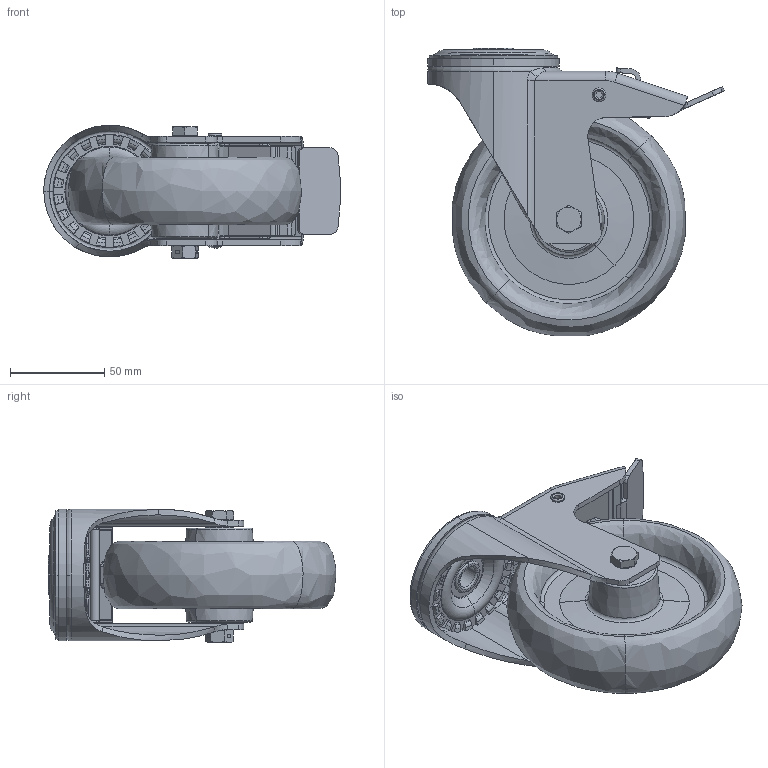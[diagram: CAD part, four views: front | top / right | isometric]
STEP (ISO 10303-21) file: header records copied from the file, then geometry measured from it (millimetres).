
FILE_DESCRIPTION (( 'STEP AP214' ), '1' );
FILE_NAME ('0056055.step', '2023-07-31T07:16:04', ( '' ), ( '' ), 'SwSTEP 2.0', 'SolidWorks 2020', '' );
FILE_SCHEMA (( 'AUTOMOTIVE_DESIGN' ));
Length unit declared in the file: millimetre
Products named in the file (1): 0056055
Bounding box: 157.58 x 152.82 x 71 mm (x, y, z)
Volume: 344851 mm3; surface area: 135690.1 mm2
Topology: 10 solids, 12 shells, 1124 faces, 2808 edges, 1742 vertices
Faces by surface type: plane 450, cylinder 234, torus 195, cone 144, bspline 85, sphere 16
Entity records: 55323 total; most frequent: CARTESIAN_POINT 17034, ORIENTED_EDGE 5616, DIRECTION 5053, EDGE_CURVE 2808, AXIS2_PLACEMENT_3D 1931, VERTEX_POINT 1742, EDGE_LOOP 1196, LINE 1191
